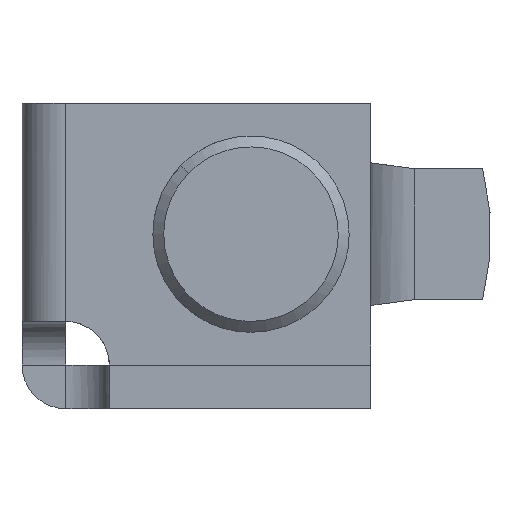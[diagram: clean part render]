
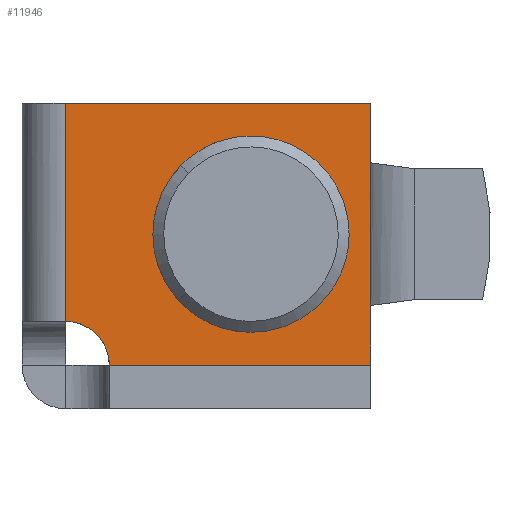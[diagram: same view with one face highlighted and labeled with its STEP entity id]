
A CAD part, front view. The second image highlights one B-rep face of the part: STEP entity #11946.
In plain terms, the highlighted free-form (B-spline) face has degree [1, 1] with [2, 2] control points.
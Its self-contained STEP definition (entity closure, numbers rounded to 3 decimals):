
#10626=CARTESIAN_POINT('',(0.,-2.558,2.163));
#10627=VERTEX_POINT('',#10626);
#10633=CARTESIAN_POINT('',(0.,0.0,3.35));
#10634=VERTEX_POINT('',#10633);
#10635=CARTESIAN_POINT('',(0.,-2.558,2.163));
#10636=CARTESIAN_POINT('',(0.,-2.416,2.331));
#10637=CARTESIAN_POINT('',(0.,-2.077,2.66));
#10638=CARTESIAN_POINT('',(0.,-1.521,3.008));
#10639=CARTESIAN_POINT('',(0.,-0.819,3.278));
#10640=CARTESIAN_POINT('',(0.,-0.318,3.35));
#10641=CARTESIAN_POINT('',(0.,0.0,3.35));
#10642=B_SPLINE_CURVE_WITH_KNOTS('',3,(#10635,#10636,#10637,#10638,#10639,#10640,#10641),.UNSPECIFIED.,.F.,.U.,(4,1,1,1,4),(0.,0.659,1.41,1.955,2.91),.UNSPECIFIED.);
#10643=EDGE_CURVE('',#10627,#10634,#10642,.T.);
#10645=CARTESIAN_POINT('',(0.,3.35,0.));
#10646=VERTEX_POINT('',#10645);
#10647=CARTESIAN_POINT('',(0.,0.0,3.35));
#10648=CARTESIAN_POINT('',(0.,0.206,3.35));
#10649=CARTESIAN_POINT('',(0.,0.617,3.312));
#10650=CARTESIAN_POINT('',(0.,1.16,3.158));
#10651=CARTESIAN_POINT('',(0.,1.583,2.961));
#10652=CARTESIAN_POINT('',(0.,2.015,2.695));
#10653=CARTESIAN_POINT('',(0.,2.443,2.326));
#10654=CARTESIAN_POINT('',(0.,2.796,1.868));
#10655=CARTESIAN_POINT('',(0.,3.03,1.448));
#10656=CARTESIAN_POINT('',(0.,3.206,1.016));
#10657=CARTESIAN_POINT('',(0.,3.324,0.521));
#10658=CARTESIAN_POINT('',(0.,3.35,0.164));
#10659=CARTESIAN_POINT('',(0.,3.35,0.));
#10660=B_SPLINE_CURVE_WITH_KNOTS('',3,(#10647,#10648,#10649,#10650,#10651,#10652,#10653,#10654,#10655,#10656,#10657,#10658,#10659),.UNSPECIFIED.,.F.,.U.,(4,1,1,1,1,1,1,1,1,1,4),(0.,0.617,1.233,1.686,2.014,2.754,3.371,3.741,4.193,4.769,5.262),.UNSPECIFIED.);
#10661=EDGE_CURVE('',#10634,#10646,#10660,.T.);
#10663=CARTESIAN_POINT('',(0.,0.0,-3.35));
#10664=VERTEX_POINT('',#10663);
#10665=CARTESIAN_POINT('',(0.,3.35,0.));
#10666=CARTESIAN_POINT('',(0.,3.35,-0.288));
#10667=CARTESIAN_POINT('',(0.,3.297,-0.699));
#10668=CARTESIAN_POINT('',(0.,3.107,-1.286));
#10669=CARTESIAN_POINT('',(0.,2.899,-1.706));
#10670=CARTESIAN_POINT('',(0.,2.575,-2.166));
#10671=CARTESIAN_POINT('',(0.,2.142,-2.609));
#10672=CARTESIAN_POINT('',(0.,1.612,-2.959));
#10673=CARTESIAN_POINT('',(0.,1.093,-3.177));
#10674=CARTESIAN_POINT('',(0.,0.589,-3.314));
#10675=CARTESIAN_POINT('',(0.,0.219,-3.35));
#10676=CARTESIAN_POINT('',(0.,0.0,-3.35));
#10677=B_SPLINE_CURVE_WITH_KNOTS('',3,(#10665,#10666,#10667,#10668,#10669,#10670,#10671,#10672,#10673,#10674,#10675,#10676),.UNSPECIFIED.,.F.,.U.,(4,1,1,1,1,1,1,1,1,4),(0.,0.863,1.233,1.85,2.261,2.919,3.7,4.152,4.604,5.262),.UNSPECIFIED.);
#10678=EDGE_CURVE('',#10646,#10664,#10677,.T.);
#10680=CARTESIAN_POINT('',(0.,-2.306,-2.43));
#10681=VERTEX_POINT('',#10680);
#10682=CARTESIAN_POINT('',(0.,0.0,-3.35));
#10683=CARTESIAN_POINT('',(0.,-0.172,-3.35));
#10684=CARTESIAN_POINT('',(0.,-0.503,-3.324));
#10685=CARTESIAN_POINT('',(0.,-0.982,-3.215));
#10686=CARTESIAN_POINT('',(0.,-1.453,-3.033));
#10687=CARTESIAN_POINT('',(0.,-1.903,-2.775));
#10688=CARTESIAN_POINT('',(0.,-2.181,-2.549));
#10689=CARTESIAN_POINT('',(0.,-2.306,-2.43));
#10690=B_SPLINE_CURVE_WITH_KNOTS('',3,(#10682,#10683,#10684,#10685,#10686,#10687,#10688,#10689),.UNSPECIFIED.,.F.,.U.,(4,1,1,1,1,4),(0.,0.517,0.994,1.47,2.027,2.543),.UNSPECIFIED.);
#10691=EDGE_CURVE('',#10664,#10681,#10690,.T.);
#10786=CARTESIAN_POINT('',(0.,-3.35,0.));
#10787=VERTEX_POINT('',#10786);
#10788=CARTESIAN_POINT('',(0.,-2.306,-2.43));
#10789=CARTESIAN_POINT('',(0.,-2.45,-2.294));
#10790=CARTESIAN_POINT('',(0.,-2.666,-2.048));
#10791=CARTESIAN_POINT('',(0.,-2.937,-1.632));
#10792=CARTESIAN_POINT('',(0.,-3.156,-1.171));
#10793=CARTESIAN_POINT('',(0.,-3.313,-0.609));
#10794=CARTESIAN_POINT('',(0.,-3.35,-0.198));
#10795=CARTESIAN_POINT('',(0.,-3.35,0.));
#10796=B_SPLINE_CURVE_WITH_KNOTS('',3,(#10788,#10789,#10790,#10791,#10792,#10793,#10794,#10795),.UNSPECIFIED.,.F.,.U.,(4,1,1,1,1,4),(0.,0.595,0.977,1.487,2.124,2.719),.UNSPECIFIED.);
#10797=EDGE_CURVE('',#10681,#10787,#10796,.T.);
#10799=CARTESIAN_POINT('',(0.,-3.35,0.));
#10800=CARTESIAN_POINT('',(0.,-3.35,0.233));
#10801=CARTESIAN_POINT('',(0.,-3.31,0.612));
#10802=CARTESIAN_POINT('',(0.,-3.167,1.121));
#10803=CARTESIAN_POINT('',(0.,-2.949,1.628));
#10804=CARTESIAN_POINT('',(0.,-2.724,1.967));
#10805=CARTESIAN_POINT('',(0.,-2.558,2.163));
#10806=B_SPLINE_CURVE_WITH_KNOTS('',3,(#10799,#10800,#10801,#10802,#10803,#10804,#10805),.UNSPECIFIED.,.F.,.U.,(4,1,1,1,4),(0.,0.698,1.139,1.58,2.352),.UNSPECIFIED.);
#10807=EDGE_CURVE('',#10787,#10627,#10806,.T.);
#11128=CARTESIAN_POINT('',(0.0,6.5,-6.0));
#11129=VERTEX_POINT('',#11128);
#11135=CARTESIAN_POINT('',(0.0,8.5,-4.0));
#11136=VERTEX_POINT('',#11135);
#11137=CARTESIAN_POINT('',(0.0,8.5,-4.0));
#11138=CARTESIAN_POINT('',(0.,8.32,-4.));
#11139=CARTESIAN_POINT('',(0.,8.001,-4.043));
#11140=CARTESIAN_POINT('',(0.,7.588,-4.206));
#11141=CARTESIAN_POINT('',(0.,7.276,-4.406));
#11142=CARTESIAN_POINT('',(0.,7.01,-4.65));
#11143=CARTESIAN_POINT('',(0.,6.781,-4.951));
#11144=CARTESIAN_POINT('',(0.,6.625,-5.277));
#11145=CARTESIAN_POINT('',(0.,6.524,-5.632));
#11146=CARTESIAN_POINT('',(0.,6.5,-5.861));
#11147=CARTESIAN_POINT('',(0.0,6.5,-6.0));
#11148=B_SPLINE_CURVE_WITH_KNOTS('',3,(#11137,#11138,#11139,#11140,#11141,#11142,#11143,#11144,#11145,#11146,#11147),.UNSPECIFIED.,.F.,.U.,(4,1,1,1,1,1,1,1,4),(0.,0.54,0.957,1.325,1.644,2.037,2.454,2.724,3.142),.UNSPECIFIED.);
#11149=EDGE_CURVE('',#11136,#11129,#11148,.T.);
#11635=CARTESIAN_POINT('',(0.,8.5,6.0));
#11636=VERTEX_POINT('',#11635);
#11650=CARTESIAN_POINT('',(0.,-5.5,6.0));
#11651=VERTEX_POINT('',#11650);
#11652=CARTESIAN_POINT('',(0.,8.5,6.0));
#11653=CARTESIAN_POINT('',(0.,-5.5,6.0));
#11654=QUASI_UNIFORM_CURVE('',1,(#11652,#11653),.UNSPECIFIED.,.F.,.U.);
#11655=EDGE_CURVE('',#11636,#11651,#11654,.T.);
#11677=CARTESIAN_POINT('',(0.,-5.5,-6.0));
#11678=VERTEX_POINT('',#11677);
#11679=CARTESIAN_POINT('',(0.0,6.5,-6.0));
#11680=CARTESIAN_POINT('',(0.,-5.5,-6.0));
#11681=QUASI_UNIFORM_CURVE('',1,(#11679,#11680),.UNSPECIFIED.,.F.,.U.);
#11682=EDGE_CURVE('',#11129,#11678,#11681,.T.);
#11706=CARTESIAN_POINT('',(0.,-5.5,-6.0));
#11707=CARTESIAN_POINT('',(0.,-5.5,6.0));
#11708=QUASI_UNIFORM_CURVE('',1,(#11706,#11707),.UNSPECIFIED.,.F.,.U.);
#11709=EDGE_CURVE('',#11678,#11651,#11708,.T.);
#11892=CARTESIAN_POINT('',(0.0,8.5,-4.0));
#11893=CARTESIAN_POINT('',(0.,8.5,6.0));
#11894=QUASI_UNIFORM_CURVE('',1,(#11892,#11893),.UNSPECIFIED.,.F.,.U.);
#11895=EDGE_CURVE('',#11136,#11636,#11894,.T.);
#11926=CARTESIAN_POINT('',(0.,9.199,-6.599));
#11927=CARTESIAN_POINT('',(0.,-6.199,-6.599));
#11928=CARTESIAN_POINT('',(0.,9.199,6.599));
#11929=CARTESIAN_POINT('',(0.,-6.199,6.599));
#11930=B_SPLINE_SURFACE_WITH_KNOTS('',1,1,((#11926,#11928),(#11927,#11929)),.UNSPECIFIED.,.F.,.F.,.U.,(2,2),(2,2),(0.0,15.399),(0.0,13.199),.UNSPECIFIED.);
#11931=ORIENTED_EDGE('',*,*,#11895,.F.);
#11932=ORIENTED_EDGE('',*,*,#11149,.T.);
#11933=ORIENTED_EDGE('',*,*,#11682,.T.);
#11934=ORIENTED_EDGE('',*,*,#11709,.T.);
#11935=ORIENTED_EDGE('',*,*,#11655,.F.);
#11936=EDGE_LOOP('',(#11931,#11932,#11933,#11934,#11935));
#11937=FACE_OUTER_BOUND('',#11936,.T.);
#11938=ORIENTED_EDGE('',*,*,#10661,.F.);
#11939=ORIENTED_EDGE('',*,*,#10643,.F.);
#11940=ORIENTED_EDGE('',*,*,#10807,.F.);
#11941=ORIENTED_EDGE('',*,*,#10797,.F.);
#11942=ORIENTED_EDGE('',*,*,#10691,.F.);
#11943=ORIENTED_EDGE('',*,*,#10678,.F.);
#11944=EDGE_LOOP('',(#11938,#11939,#11940,#11941,#11942,#11943));
#11945=FACE_BOUND('',#11944,.T.);
#11946=ADVANCED_FACE('',(#11937,#11945),#11930,.T.);
